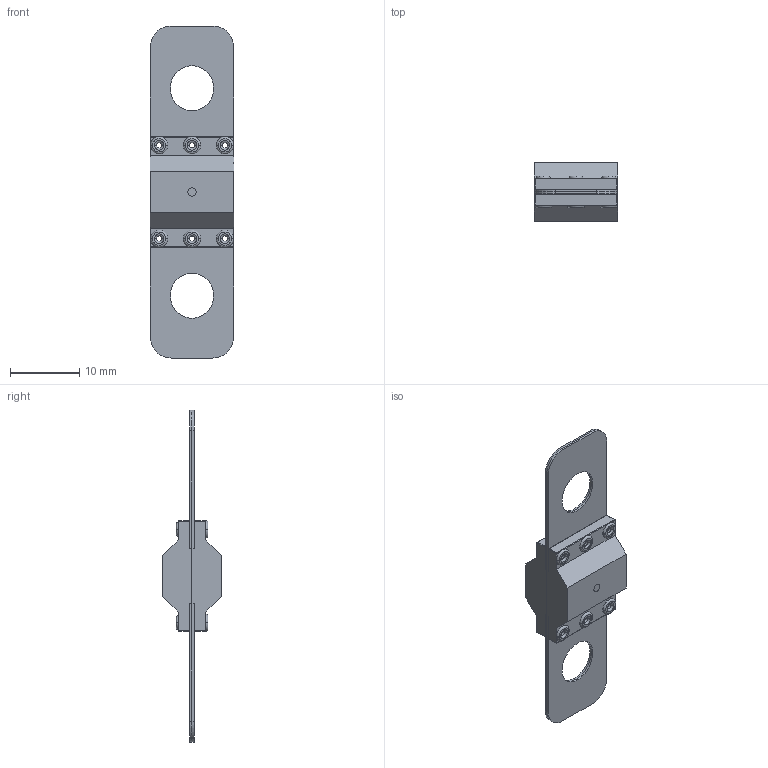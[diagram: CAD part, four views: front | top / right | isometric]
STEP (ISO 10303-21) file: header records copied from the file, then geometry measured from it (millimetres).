
FILE_DESCRIPTION (( 'STEP AP214' ), '1' );
FILE_NAME ('AMX.STEP', '2022-08-01T03:07:31', ( '' ), ( '' ), 'SwSTEP 2.0', 'SolidWorks 2020', '' );
FILE_SCHEMA (( 'AUTOMOTIVE_DESIGN' ));
Length unit declared in the file: millimetre
Products named in the file (1): AMX
Bounding box: 12 x 8.5 x 48 mm (x, y, z)
Volume: 1424.8 mm3; surface area: 3782.8 mm2
Topology: 12 solids, 12 shells, 372 faces, 920 edges, 584 vertices
Faces by surface type: plane 164, cylinder 136, torus 72
Entity records: 15425 total; most frequent: DIRECTION 2034, CARTESIAN_POINT 1925, ORIENTED_EDGE 1840, EDGE_CURVE 920, AXIS2_PLACEMENT_3D 757, VERTEX_POINT 584, VECTOR 520, LINE 520
